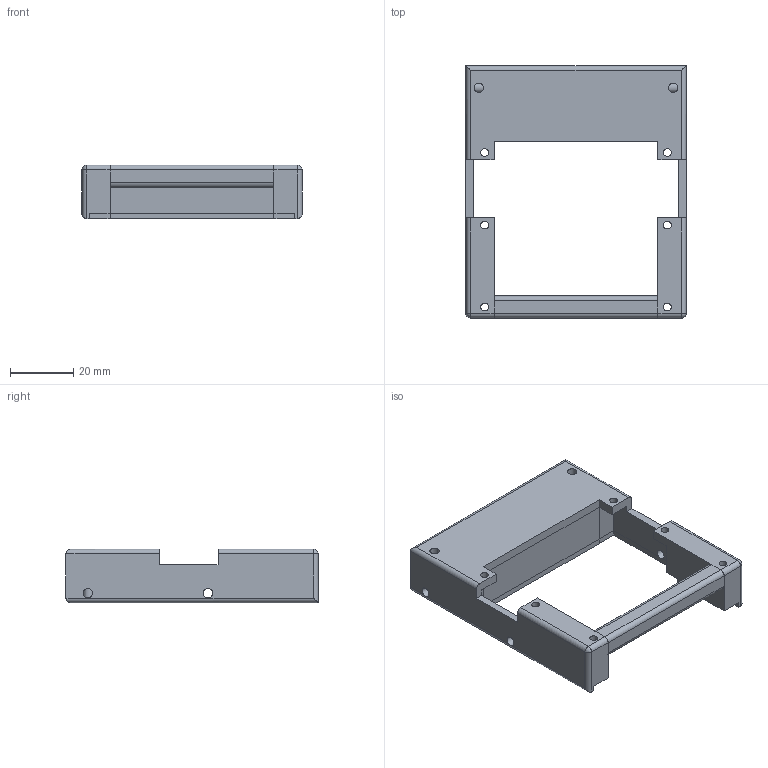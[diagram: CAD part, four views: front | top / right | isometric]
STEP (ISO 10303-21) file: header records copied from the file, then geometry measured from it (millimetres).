
FILE_DESCRIPTION(('FreeCAD Model'),'2;1');
FILE_NAME('powerbook_bracket.step','2021-02-05T13:28:46',('Author'),(''), 'Open CASCADE STEP processor 7.3','FreeCAD','Unknown');
FILE_SCHEMA(('AUTOMOTIVE_DESIGN { 1 0 10303 214 1 1 1 1 }'));
Length unit declared in the file: millimetre
Products named in the file (1): Body
Bounding box: 69.85 x 80 x 17 mm (x, y, z)
Volume: 39420.5 mm3; surface area: 14085.3 mm2
Topology: 1 solids, 1 shells, 76 faces, 221 edges, 137 vertices
Faces by surface type: plane 47, cylinder 27, sphere 2
Full cylindrical faces by diameter (mm): 2.5 x6, 3 x5
Entity records: 5526 total; most frequent: CARTESIAN_POINT 1105, DIRECTION 830, LINE 551, VECTOR 551, ORIENTED_EDGE 438, PCURVE 438, DEFINITIONAL_REPRESENTATION 438, EDGE_CURVE 219
